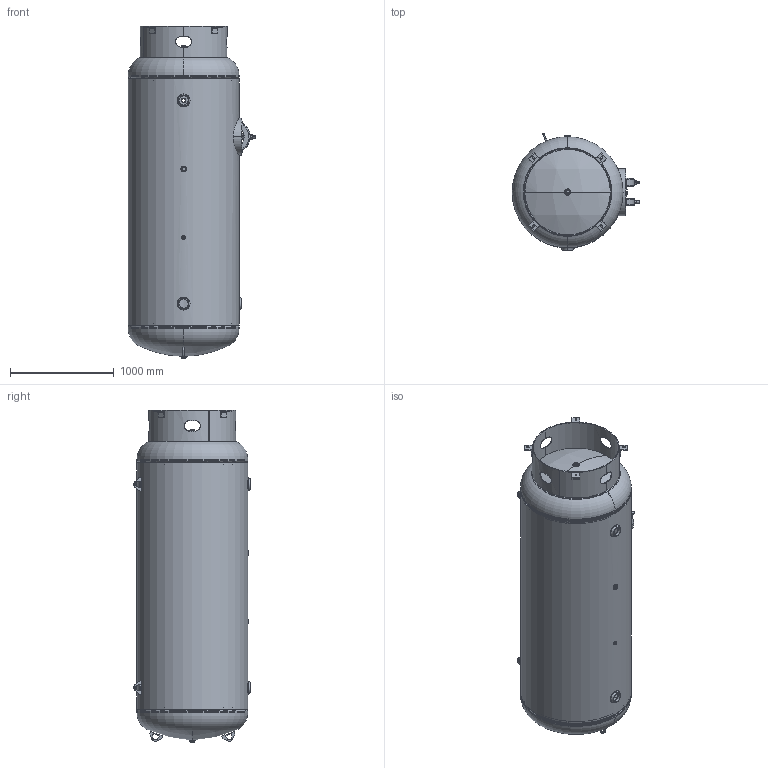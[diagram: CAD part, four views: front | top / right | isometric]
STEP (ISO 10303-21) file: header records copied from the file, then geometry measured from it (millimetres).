
FILE_DESCRIPTION (( 'STEP AP214' ), '1' );
FILE_NAME ('302439.STEP', '2025-04-02T16:06:21', ( '' ), ( '' ), 'SwSTEP 2.0', 'SolidWorks 2022', '' );
FILE_SCHEMA (( 'AUTOMOTIVE_DESIGN' ));
Length unit declared in the file: inch
Products named in the file (21): A50314; A84600; PHOENIX RAD FLANGE_100P705-7R; HEAD_42X209JOG; A72305 LID; A97323; NP-VER_42; A72305 BOLT; A72305 RING; 302439; PHOENIX FLAT FLANGE_1000; A85007; A72305 NUT; A72305 HANDLE; PHOENIX RAD FLANGE_300P155; A72305 CRAB; PHOENIX FLAT FLANGE_0250P391; 302439-SL; A85006; A72305
Assembly tree (34 placements, depth 4):
  302439
    302439-SL
    HEAD_42X209JOG  x2
    PHOENIX RAD FLANGE_300P155  x3
    PHOENIX FLAT FLANGE_1000  x2
    PHOENIX RAD FLANGE_100P705-7R  x2
    PHOENIX FLAT FLANGE_0250P391
    A72305
      A72305 RING
      A72305 LID
        A72305 LID
        A72305 HANDLE
      A72305 CRAB  x2
      A72305 BOLT  x2
      A72305 NUT  x2
    A84600  x4
    A85006
      A85007
      A50314  x4
    NP-VER_42
    A97323
Bounding box: 1228.63 x 1124.11 x 3195.61 mm (x, y, z)
Volume: 76370238.7 mm3; surface area: 24096056.7 mm2
Topology: 31 solids, 31 shells, 609 faces, 1494 edges, 960 vertices
Faces by surface type: plane 232, cylinder 197, torus 112, bspline 60, sphere 8
Full cylindrical faces by diameter (mm): 1054.1 x1, 1066.8 x1
Entity records: 25317 total; most frequent: CARTESIAN_POINT 16313, ORIENTED_EDGE 1704, DIRECTION 1622, EDGE_CURVE 852, AXIS2_PLACEMENT_3D 648, VERTEX_POINT 550, EDGE_LOOP 398, FACE_OUTER_BOUND 342
